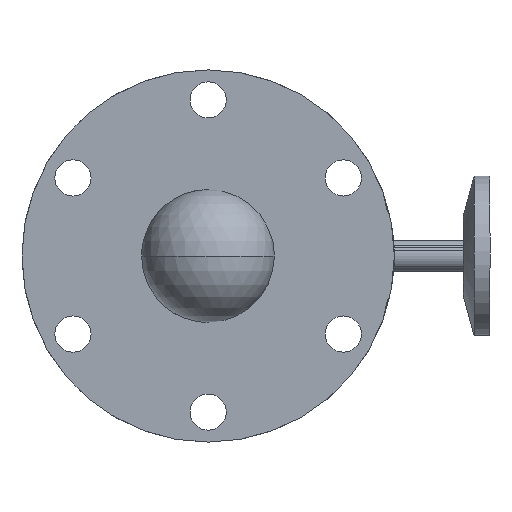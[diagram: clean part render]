
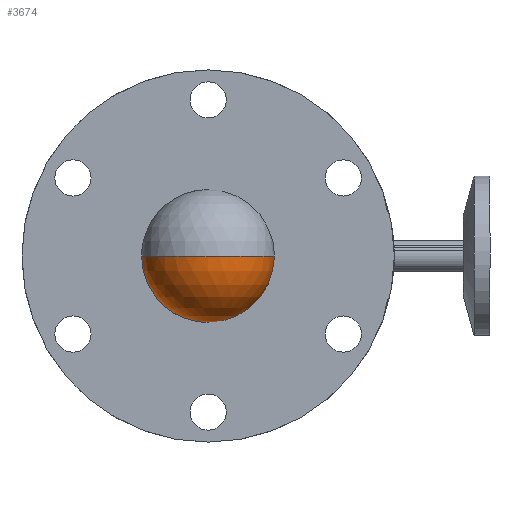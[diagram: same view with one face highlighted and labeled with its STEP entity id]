
A CAD part, front view. The second image highlights one B-rep face of the part: STEP entity #3674.
In plain terms, the highlighted spherical face has radius 12.5 mm.
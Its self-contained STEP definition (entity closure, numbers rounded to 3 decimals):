
#421 = FACE_OUTER_BOUND ( 'NONE', #2917, .T. ) ;
#566 = SPHERICAL_SURFACE ( 'NONE', #4608, 12.5 ) ;
#940 = VERTEX_POINT ( 'NONE', #6084 ) ;
#1345 = CARTESIAN_POINT ( 'NONE',  ( 0., 0., 0. ) ) ;
#1362 = DIRECTION ( 'NONE',  ( 0., -1., 0. ) ) ;
#1833 = DIRECTION ( 'NONE',  ( 0., 0., -1. ) ) ;
#2082 = CIRCLE ( 'NONE', #3196, 12.5 ) ;
#2245 = CARTESIAN_POINT ( 'NONE',  ( 0., -12.5, 0. ) ) ;
#2288 = CARTESIAN_POINT ( 'NONE',  ( 7.5, 10., 0. ) ) ;
#2503 = DIRECTION ( 'NONE',  ( 0., 0., -1. ) ) ;
#2546 = CARTESIAN_POINT ( 'NONE',  ( 0., 10., 0. ) ) ;
#2720 = VERTEX_POINT ( 'NONE', #2288 ) ;
#2917 = EDGE_LOOP ( 'NONE', ( #3979, #5250, #5759 ) ) ;
#3010 = CARTESIAN_POINT ( 'NONE',  ( 0., 0., 0. ) ) ;
#3063 = CIRCLE ( 'NONE', #3350, 7.5 ) ;
#3129 = AXIS2_PLACEMENT_3D ( 'NONE', #5740, #4788, #1362 ) ;
#3196 = AXIS2_PLACEMENT_3D ( 'NONE', #3010, #2503, #5497 ) ;
#3298 = CIRCLE ( 'NONE', #3129, 12.5 ) ;
#3350 = AXIS2_PLACEMENT_3D ( 'NONE', #2546, #6049, #6006 ) ;
#3674 = ADVANCED_FACE ( 'NONE', ( #421 ), #566, .T. ) ;
#3785 = EDGE_CURVE ( 'NONE', #2720, #6096, #2082, .T. ) ;
#3979 = ORIENTED_EDGE ( 'NONE', *, *, #5357, .F. ) ;
#4608 = AXIS2_PLACEMENT_3D ( 'NONE', #1345, #1833, #5299 ) ;
#4788 = DIRECTION ( 'NONE',  ( 0., 0., 1. ) ) ;
#5250 = ORIENTED_EDGE ( 'NONE', *, *, #3785, .T. ) ;
#5299 = DIRECTION ( 'NONE',  ( -1., 0., 0. ) ) ;
#5357 = EDGE_CURVE ( 'NONE', #2720, #940, #3063, .T. ) ;
#5497 = DIRECTION ( 'NONE',  ( -1., 0., 0. ) ) ;
#5587 = EDGE_CURVE ( 'NONE', #940, #6096, #3298, .T. ) ;
#5740 = CARTESIAN_POINT ( 'NONE',  ( 0., 0., 0. ) ) ;
#5759 = ORIENTED_EDGE ( 'NONE', *, *, #5587, .F. ) ;
#6006 = DIRECTION ( 'NONE',  ( 0., 0., -1. ) ) ;
#6049 = DIRECTION ( 'NONE',  ( 0., 1., 0. ) ) ;
#6084 = CARTESIAN_POINT ( 'NONE',  ( -7.5, 10., 0. ) ) ;
#6096 = VERTEX_POINT ( 'NONE', #2245 ) ;
